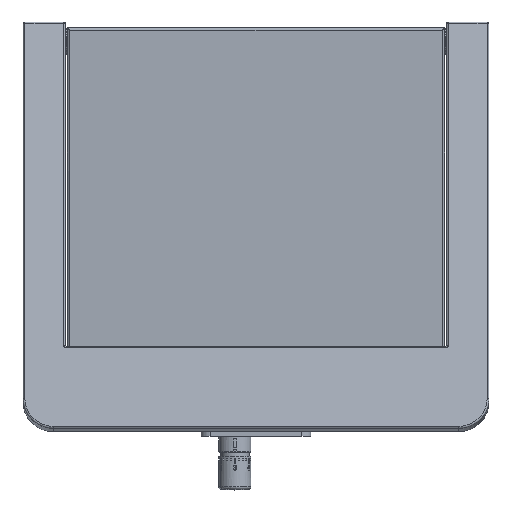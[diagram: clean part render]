
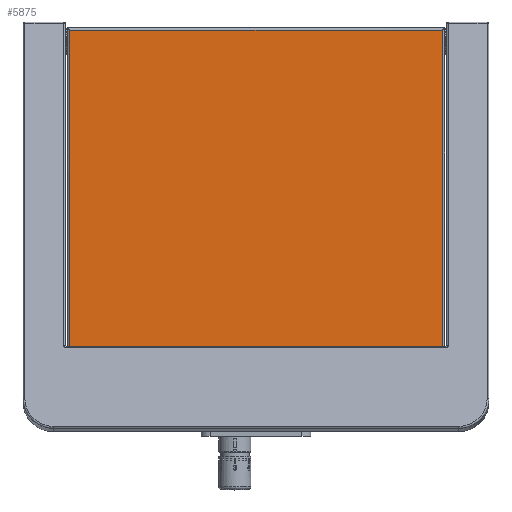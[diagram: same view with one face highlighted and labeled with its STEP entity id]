
A CAD part, top view. The second image highlights one B-rep face of the part: STEP entity #5875.
In plain terms, the highlighted planar face has unit normal (0, 0, 1).
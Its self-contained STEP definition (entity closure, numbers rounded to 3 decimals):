
#2014=DIRECTION('',(0.,-1.,0.));
#2015=VECTOR('',#2014,388.);
#2016=CARTESIAN_POINT('',(-220.5,194.,46.5));
#2017=LINE('',#2016,#2015);
#2021=DIRECTION('',(-1.,0.,0.));
#2022=VECTOR('',#2021,441.);
#2023=CARTESIAN_POINT('',(220.5,194.,46.5));
#2024=LINE('',#2023,#2022);
#2028=DIRECTION('',(0.,1.,0.));
#2029=VECTOR('',#2028,388.);
#2030=CARTESIAN_POINT('',(220.5,-194.,46.5));
#2031=LINE('',#2030,#2029);
#2035=DIRECTION('',(1.,0.,0.));
#2036=VECTOR('',#2035,441.);
#2037=CARTESIAN_POINT('',(-220.5,-194.,46.5));
#2038=LINE('',#2037,#2036);
#3831=CARTESIAN_POINT('',(-220.5,194.,46.5));
#3832=CARTESIAN_POINT('',(-220.5,-194.,46.5));
#3833=VERTEX_POINT('',#3831);
#3834=VERTEX_POINT('',#3832);
#3839=CARTESIAN_POINT('',(220.5,-194.,46.5));
#3840=VERTEX_POINT('',#3839);
#3841=CARTESIAN_POINT('',(220.5,194.,46.5));
#3842=VERTEX_POINT('',#3841);
#5861=CARTESIAN_POINT('',(0.,0.,46.5));
#5862=DIRECTION('',(0.,0.,1.));
#5863=DIRECTION('',(1.,0.,0.));
#5864=AXIS2_PLACEMENT_3D('',#5861,#5862,#5863);
#5865=PLANE('',#5864);
#5867=ORIENTED_EDGE('',*,*,#5866,.F.);
#5869=ORIENTED_EDGE('',*,*,#5868,.F.);
#5870=ORIENTED_EDGE('',*,*,#5851,.F.);
#5872=ORIENTED_EDGE('',*,*,#5871,.F.);
#5873=EDGE_LOOP('',(#5867,#5869,#5870,#5872));
#5874=FACE_OUTER_BOUND('',#5873,.F.);
#5851=EDGE_CURVE('',#3840,#3842,#2031,.T.);
#5866=EDGE_CURVE('',#3833,#3834,#2017,.T.);
#5868=EDGE_CURVE('',#3842,#3833,#2024,.T.);
#5871=EDGE_CURVE('',#3834,#3840,#2038,.T.);
#5875=ADVANCED_FACE('',(#5874),#5865,.T.);
